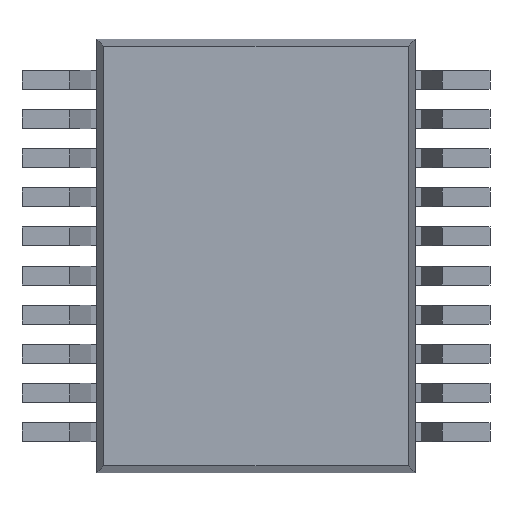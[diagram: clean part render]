
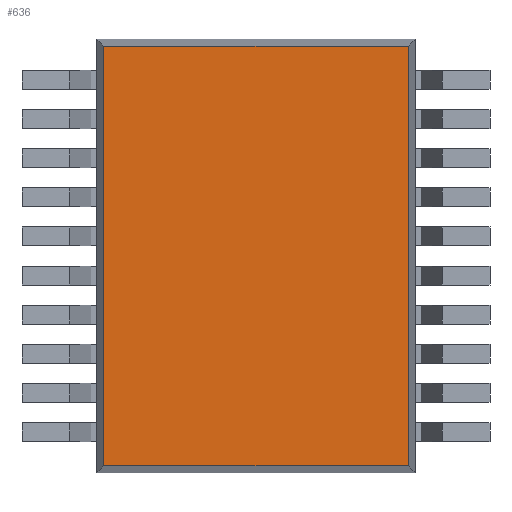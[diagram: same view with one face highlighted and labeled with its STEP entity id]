
A CAD part, front view. The second image highlights one B-rep face of the part: STEP entity #636.
In plain terms, the highlighted planar face has unit normal (0, -1, 0).
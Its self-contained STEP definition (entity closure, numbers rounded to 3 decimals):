
#494 = VERTEX_POINT('',#495);
#495 = CARTESIAN_POINT('',(2.53,0.199,3.485));
#501 = EDGE_CURVE('',#494,#502,#504,.T.);
#502 = VERTEX_POINT('',#503);
#503 = CARTESIAN_POINT('',(2.53,0.199,-3.485));
#504 = LINE('',#505,#506);
#505 = CARTESIAN_POINT('',(2.53,0.199,4.603));
#506 = VECTOR('',#507,1.);
#507 = DIRECTION('',(0.,0.,-1.));
#618 = EDGE_CURVE('',#502,#619,#621,.T.);
#619 = VERTEX_POINT('',#620);
#620 = CARTESIAN_POINT('',(-2.53,0.199,-3.485));
#621 = LINE('',#622,#623);
#622 = CARTESIAN_POINT('',(4.603,0.199,-3.485));
#623 = VECTOR('',#624,1.);
#624 = DIRECTION('',(-1.,0.,0.));
#636 = ADVANCED_FACE('',(#637),#655,.F.);
#637 = FACE_BOUND('',#638,.F.);
#638 = EDGE_LOOP('',(#639,#647,#648,#649));
#639 = ORIENTED_EDGE('',*,*,#640,.F.);
#640 = EDGE_CURVE('',#494,#641,#643,.T.);
#641 = VERTEX_POINT('',#642);
#642 = CARTESIAN_POINT('',(-2.53,0.199,3.485));
#643 = LINE('',#644,#645);
#644 = CARTESIAN_POINT('',(4.603,0.199,3.485));
#645 = VECTOR('',#646,1.);
#646 = DIRECTION('',(-1.,0.,0.));
#647 = ORIENTED_EDGE('',*,*,#501,.T.);
#648 = ORIENTED_EDGE('',*,*,#618,.T.);
#649 = ORIENTED_EDGE('',*,*,#650,.F.);
#650 = EDGE_CURVE('',#641,#619,#651,.T.);
#651 = LINE('',#652,#653);
#652 = CARTESIAN_POINT('',(-2.53,0.199,4.603));
#653 = VECTOR('',#654,1.);
#654 = DIRECTION('',(0.,0.,-1.));
#655 = PLANE('',#656);
#656 = AXIS2_PLACEMENT_3D('',#657,#658,#659);
#657 = CARTESIAN_POINT('',(0.,0.199,0.));
#658 = DIRECTION('',(0.,1.,0.));
#659 = DIRECTION('',(0.,0.,1.));
